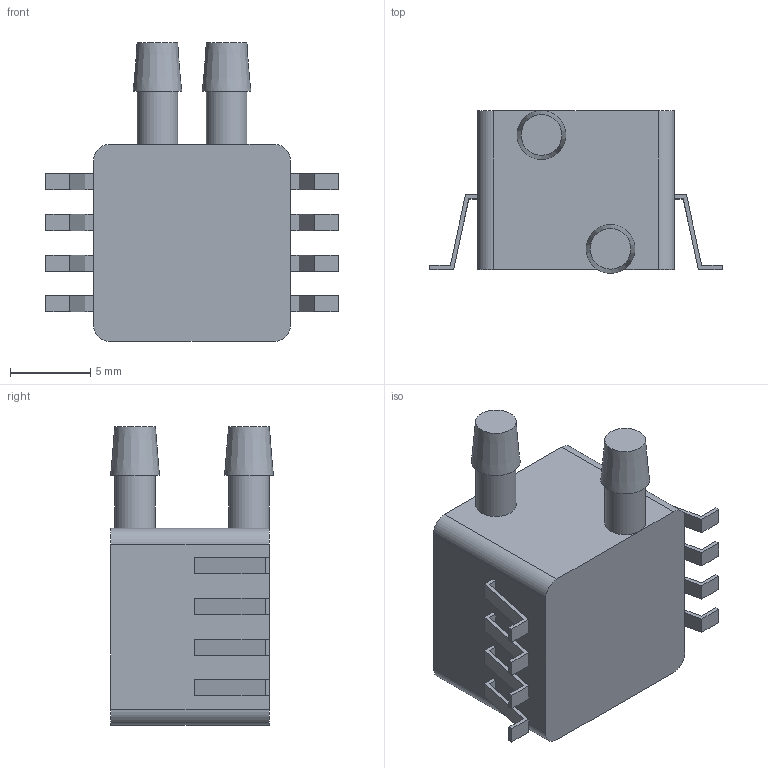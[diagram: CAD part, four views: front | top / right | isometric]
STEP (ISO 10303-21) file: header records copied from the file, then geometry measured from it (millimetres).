
FILE_DESCRIPTION(/* description */ ('Alibre Inc.'),/* implementation_level */ '2;1');
FILE_NAME(/* name */ 'export0',/* time_stamp */ '2015-10-07T15:28:22+08:00',/* author */ (''),/* organization */ (''),/* preprocessor_version */ 'ST-DEVELOPER v14',/* originating_system */ 'Alibre',/* authorisation */ '');
FILE_SCHEMA (('CONFIG_CONTROL_DESIGN'));
Length unit declared in the file: centimetre
Products named in the file (1): ID_1
Bounding box: 18.27 x 10.16 x 18.65 mm (x, y, z)
Volume: 1573.7 mm3; surface area: 1014.9 mm2
Topology: 1 solids, 1 shells, 90 faces, 233 edges, 156 vertices
Faces by surface type: plane 82, cylinder 6, cone 2
Full cylindrical faces by diameter (mm): 2.54 x2
Entity records: 2652 total; most frequent: CARTESIAN_POINT 466, ORIENTED_EDGE 450, DIRECTION 338, EDGE_CURVE 225, VECTOR 208, LINE 208, VERTEX_POINT 152, AXIS2_PLACEMENT_3D 106
